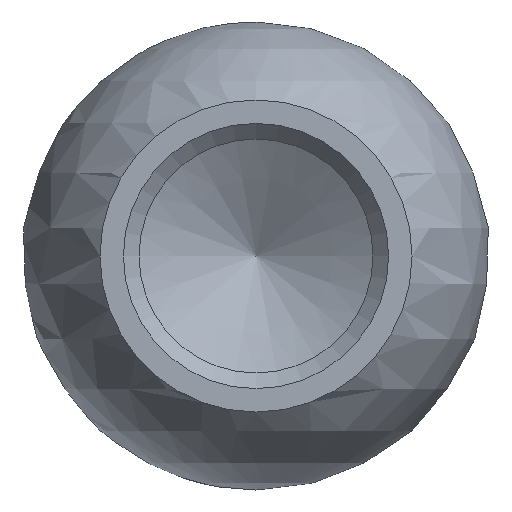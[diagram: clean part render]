
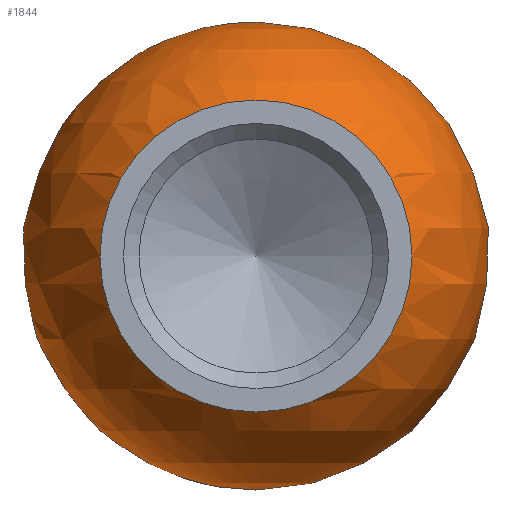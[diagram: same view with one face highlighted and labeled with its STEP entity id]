
A CAD part, left-side view. The second image highlights one B-rep face of the part: STEP entity #1844.
In plain terms, the highlighted spherical face has radius 12 mm.
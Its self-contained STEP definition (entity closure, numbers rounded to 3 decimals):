
#49 = DIRECTION ( 'NONE',  ( 0., 0., 1. ) ) ;
#62 = EDGE_CURVE ( 'NONE', #599, #599, #1118, .T. ) ;
#173 = FACE_OUTER_BOUND ( 'NONE', #197, .T. ) ;
#184 = AXIS2_PLACEMENT_3D ( 'NONE', #1232, #49, #552 ) ;
#197 = EDGE_LOOP ( 'NONE', ( #1560 ) ) ;
#333 = CARTESIAN_POINT ( 'NONE',  ( 6.76, 0., 0. ) ) ;
#532 = CIRCLE ( 'NONE', #1918, 9.914 ) ;
#534 = EDGE_CURVE ( 'NONE', #1507, #1507, #532, .T. ) ;
#552 = DIRECTION ( 'NONE',  ( 0., -1., 0. ) ) ;
#570 = CARTESIAN_POINT ( 'NONE',  ( -8.944, -8., 0. ) ) ;
#599 = VERTEX_POINT ( 'NONE', #570 ) ;
#612 = SPHERICAL_SURFACE ( 'NONE', #184, 12. ) ;
#859 = CARTESIAN_POINT ( 'NONE',  ( -8.944, 0., 0. ) ) ;
#1020 = ORIENTED_EDGE ( 'NONE', *, *, #62, .F. ) ;
#1027 = DIRECTION ( 'NONE',  ( 0., -1., 0. ) ) ;
#1032 = CARTESIAN_POINT ( 'NONE',  ( 6.76, 0., 9.914 ) ) ;
#1118 = CIRCLE ( 'NONE', #1213, 8. ) ;
#1213 = AXIS2_PLACEMENT_3D ( 'NONE', #859, #1638, #1027 ) ;
#1232 = CARTESIAN_POINT ( 'NONE',  ( 0., 0., 0. ) ) ;
#1262 = FACE_OUTER_BOUND ( 'NONE', #1936, .T. ) ;
#1507 = VERTEX_POINT ( 'NONE', #1032 ) ;
#1560 = ORIENTED_EDGE ( 'NONE', *, *, #534, .F. ) ;
#1561 = DIRECTION ( 'NONE',  ( 1., 0., 0. ) ) ;
#1638 = DIRECTION ( 'NONE',  ( -1., 0., 0. ) ) ;
#1724 = DIRECTION ( 'NONE',  ( 0., 0., 1. ) ) ;
#1844 = ADVANCED_FACE ( 'NONE', ( #173, #1262 ), #612, .T. ) ;
#1918 = AXIS2_PLACEMENT_3D ( 'NONE', #333, #1561, #1724 ) ;
#1936 = EDGE_LOOP ( 'NONE', ( #1020 ) ) ;
